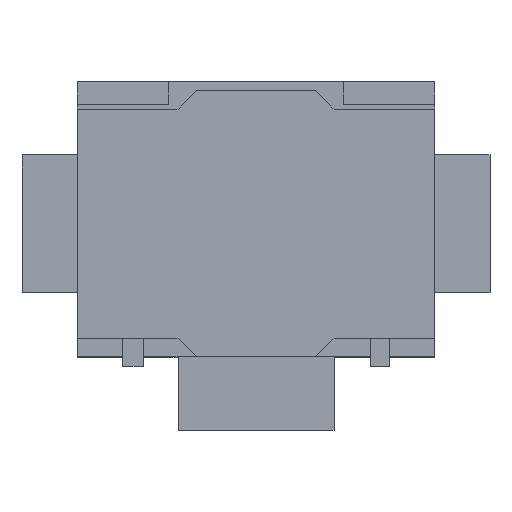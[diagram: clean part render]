
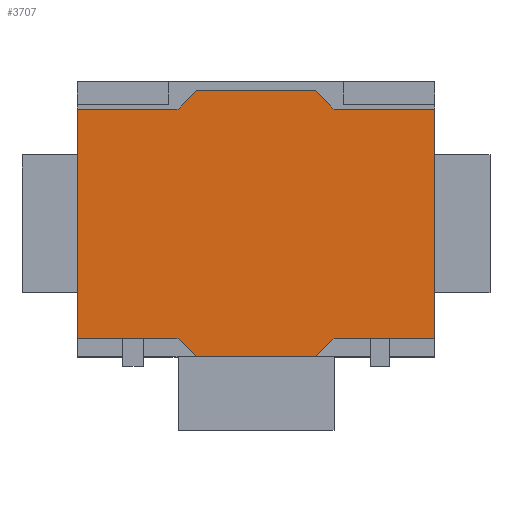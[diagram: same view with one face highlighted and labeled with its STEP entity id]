
A CAD part, top view. The second image highlights one B-rep face of the part: STEP entity #3707.
In plain terms, the highlighted planar face has unit normal (0, 0, 1).
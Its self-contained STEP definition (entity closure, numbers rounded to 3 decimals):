
#13 = VERTEX_POINT ( 'NONE', #1289 ) ;
#44 = EDGE_CURVE ( 'NONE', #930, #2931, #1672, .T. ) ;
#59 = DIRECTION ( 'NONE',  ( -1., 0., 0. ) ) ;
#68 = EDGE_CURVE ( 'NONE', #3060, #1750, #1309, .T. ) ;
#77 = ORIENTED_EDGE ( 'NONE', *, *, #1606, .T. ) ;
#81 = VERTEX_POINT ( 'NONE', #2004 ) ;
#87 = DIRECTION ( 'NONE',  ( 1., 0., 0. ) ) ;
#148 = LINE ( 'NONE', #547, #1960 ) ;
#220 = LINE ( 'NONE', #3244, #3384 ) ;
#253 = CARTESIAN_POINT ( 'NONE',  ( 1.1, 0.2, 1.5 ) ) ;
#303 = LINE ( 'NONE', #1667, #2880 ) ;
#344 = DIRECTION ( 'NONE',  ( 1., 0., 0. ) ) ;
#361 = EDGE_CURVE ( 'NONE', #2931, #3060, #303, .T. ) ;
#373 = CARTESIAN_POINT ( 'NONE',  ( 0., 2.7, 1.5 ) ) ;
#418 = LINE ( 'NONE', #3839, #2934 ) ;
#432 = CARTESIAN_POINT ( 'NONE',  ( 1.1, 0.2, 1.5 ) ) ;
#507 = VERTEX_POINT ( 'NONE', #3883 ) ;
#520 = CARTESIAN_POINT ( 'NONE',  ( 2.6, 0., 1.5 ) ) ;
#532 = LINE ( 'NONE', #1194, #863 ) ;
#538 = CARTESIAN_POINT ( 'NONE',  ( 3.9, 2.7, 1.5 ) ) ;
#547 = CARTESIAN_POINT ( 'NONE',  ( 2.8, 2.7, 1.5 ) ) ;
#640 = DIRECTION ( 'NONE',  ( 0., 1., 0. ) ) ;
#644 = CARTESIAN_POINT ( 'NONE',  ( 3.9, 0.2, 1.5 ) ) ;
#755 = DIRECTION ( 'NONE',  ( 1., 0., 0. ) ) ;
#778 = CARTESIAN_POINT ( 'NONE',  ( 2.8, 0.2, 1.5 ) ) ;
#801 = VECTOR ( 'NONE', #2935, 1000. ) ;
#819 = DIRECTION ( 'NONE',  ( -0.707, -0.707, 0. ) ) ;
#863 = VECTOR ( 'NONE', #819, 1000. ) ;
#866 = ORIENTED_EDGE ( 'NONE', *, *, #2842, .T. ) ;
#882 = AXIS2_PLACEMENT_3D ( 'NONE', #1334, #979, #4360 ) ;
#930 = VERTEX_POINT ( 'NONE', #520 ) ;
#979 = DIRECTION ( 'NONE',  ( 0., 0., 1. ) ) ;
#984 = ORIENTED_EDGE ( 'NONE', *, *, #2978, .T. ) ;
#1005 = EDGE_CURVE ( 'NONE', #507, #3450, #418, .T. ) ;
#1062 = ORIENTED_EDGE ( 'NONE', *, *, #2321, .T. ) ;
#1067 = VECTOR ( 'NONE', #344, 1000. ) ;
#1134 = DIRECTION ( 'NONE',  ( 0., -1., 0. ) ) ;
#1194 = CARTESIAN_POINT ( 'NONE',  ( 1.1, 2.7, 1.5 ) ) ;
#1245 = CARTESIAN_POINT ( 'NONE',  ( 3.9, 0.2, 1.5 ) ) ;
#1289 = CARTESIAN_POINT ( 'NONE',  ( 1.1, 2.7, 1.5 ) ) ;
#1309 = LINE ( 'NONE', #1245, #1516 ) ;
#1334 = CARTESIAN_POINT ( 'NONE',  ( 0., 0., 1.5 ) ) ;
#1379 = CARTESIAN_POINT ( 'NONE',  ( 1.3, 0., 1.5 ) ) ;
#1392 = VERTEX_POINT ( 'NONE', #432 ) ;
#1439 = VECTOR ( 'NONE', #1908, 1000. ) ;
#1450 = CARTESIAN_POINT ( 'NONE',  ( 2.8, 2.7, 1.5 ) ) ;
#1516 = VECTOR ( 'NONE', #640, 1000. ) ;
#1606 = EDGE_CURVE ( 'NONE', #3450, #1392, #1690, .T. ) ;
#1667 = CARTESIAN_POINT ( 'NONE',  ( 3.9, 0.2, 1.5 ) ) ;
#1672 = LINE ( 'NONE', #3312, #4302 ) ;
#1687 = ORIENTED_EDGE ( 'NONE', *, *, #3087, .T. ) ;
#1690 = LINE ( 'NONE', #4410, #1067 ) ;
#1750 = VERTEX_POINT ( 'NONE', #4204 ) ;
#1896 = VERTEX_POINT ( 'NONE', #4073 ) ;
#1905 = ORIENTED_EDGE ( 'NONE', *, *, #2320, .T. ) ;
#1908 = DIRECTION ( 'NONE',  ( -1., 0., 0. ) ) ;
#1960 = VECTOR ( 'NONE', #2559, 1000. ) ;
#2004 = CARTESIAN_POINT ( 'NONE',  ( 1.3, 2.9, 1.5 ) ) ;
#2184 = DIRECTION ( 'NONE',  ( -1., 0., 0. ) ) ;
#2269 = ORIENTED_EDGE ( 'NONE', *, *, #3832, .T. ) ;
#2320 = EDGE_CURVE ( 'NONE', #81, #13, #532, .T. ) ;
#2321 = EDGE_CURVE ( 'NONE', #1896, #81, #220, .T. ) ;
#2338 = ORIENTED_EDGE ( 'NONE', *, *, #44, .T. ) ;
#2435 = ORIENTED_EDGE ( 'NONE', *, *, #3369, .T. ) ;
#2559 = DIRECTION ( 'NONE',  ( -0.707, 0.707, 0. ) ) ;
#2698 = FACE_OUTER_BOUND ( 'NONE', #3617, .T. ) ;
#2842 = EDGE_CURVE ( 'NONE', #3829, #930, #3537, .T. ) ;
#2880 = VECTOR ( 'NONE', #755, 1000. ) ;
#2931 = VERTEX_POINT ( 'NONE', #778 ) ;
#2934 = VECTOR ( 'NONE', #1134, 1000. ) ;
#2935 = DIRECTION ( 'NONE',  ( 0.707, -0.707, 0. ) ) ;
#2978 = EDGE_CURVE ( 'NONE', #1750, #3623, #3643, .T. ) ;
#3060 = VERTEX_POINT ( 'NONE', #644 ) ;
#3063 = ORIENTED_EDGE ( 'NONE', *, *, #361, .T. ) ;
#3087 = EDGE_CURVE ( 'NONE', #1392, #3829, #3270, .T. ) ;
#3101 = VECTOR ( 'NONE', #59, 1000. ) ;
#3130 = CARTESIAN_POINT ( 'NONE',  ( 1.3, 0., 1.5 ) ) ;
#3244 = CARTESIAN_POINT ( 'NONE',  ( 2.6, 2.9, 1.5 ) ) ;
#3245 = VECTOR ( 'NONE', #87, 1000. ) ;
#3270 = LINE ( 'NONE', #253, #801 ) ;
#3312 = CARTESIAN_POINT ( 'NONE',  ( 2.8, 0.2, 1.5 ) ) ;
#3369 = EDGE_CURVE ( 'NONE', #3623, #1896, #148, .T. ) ;
#3384 = VECTOR ( 'NONE', #2184, 1000. ) ;
#3450 = VERTEX_POINT ( 'NONE', #4389 ) ;
#3537 = LINE ( 'NONE', #3130, #3245 ) ;
#3571 = ORIENTED_EDGE ( 'NONE', *, *, #1005, .T. ) ;
#3617 = EDGE_LOOP ( 'NONE', ( #3571, #77, #1687, #866, #2338, #3063, #4051, #984, #2435, #1062, #1905, #2269 ) ) ;
#3623 = VERTEX_POINT ( 'NONE', #1450 ) ;
#3643 = LINE ( 'NONE', #538, #1439 ) ;
#3707 = ADVANCED_FACE ( 'NONE', ( #2698 ), #4403, .T. ) ;
#3829 = VERTEX_POINT ( 'NONE', #1379 ) ;
#3832 = EDGE_CURVE ( 'NONE', #13, #507, #4176, .T. ) ;
#3839 = CARTESIAN_POINT ( 'NONE',  ( 0., 2.7, 1.5 ) ) ;
#3883 = CARTESIAN_POINT ( 'NONE',  ( 0., 2.7, 1.5 ) ) ;
#4051 = ORIENTED_EDGE ( 'NONE', *, *, #68, .T. ) ;
#4073 = CARTESIAN_POINT ( 'NONE',  ( 2.6, 2.9, 1.5 ) ) ;
#4176 = LINE ( 'NONE', #373, #3101 ) ;
#4204 = CARTESIAN_POINT ( 'NONE',  ( 3.9, 2.7, 1.5 ) ) ;
#4302 = VECTOR ( 'NONE', #4371, 1000. ) ;
#4360 = DIRECTION ( 'NONE',  ( 1., 0., 0. ) ) ;
#4371 = DIRECTION ( 'NONE',  ( 0.707, 0.707, 0. ) ) ;
#4389 = CARTESIAN_POINT ( 'NONE',  ( 0., 0.2, 1.5 ) ) ;
#4403 = PLANE ( 'NONE',  #882 ) ;
#4410 = CARTESIAN_POINT ( 'NONE',  ( 0., 0.2, 1.5 ) ) ;
